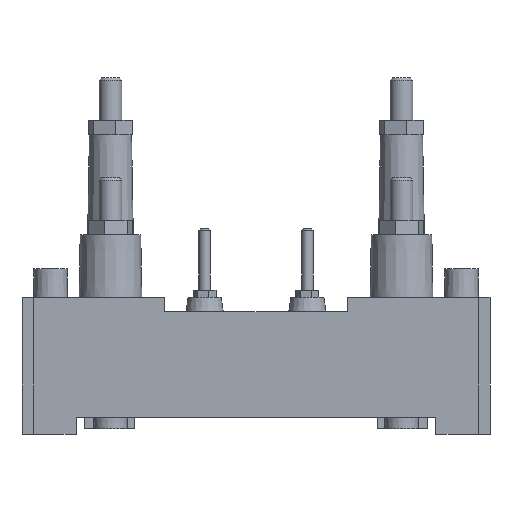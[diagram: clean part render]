
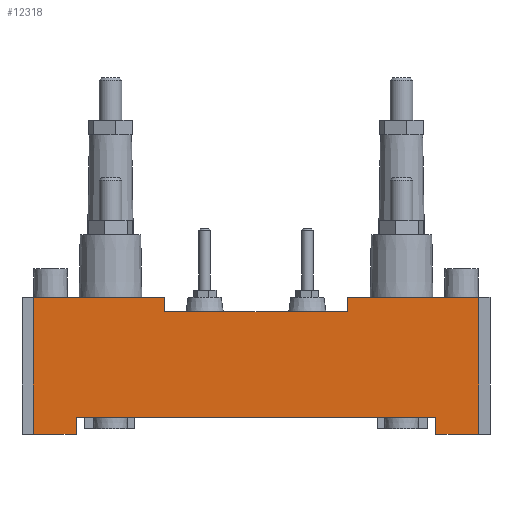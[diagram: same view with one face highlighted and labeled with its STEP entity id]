
A CAD part, front view. The second image highlights one B-rep face of the part: STEP entity #12318.
In plain terms, the highlighted planar face has unit normal (0, -1, 0).
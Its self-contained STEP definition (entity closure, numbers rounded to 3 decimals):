
#96 = EDGE_CURVE ( 'NONE', #11601, #3744, #10373, .T. ) ;
#247 = EDGE_CURVE ( 'NONE', #4187, #7692, #13196, .T. ) ;
#294 = DIRECTION ( 'NONE',  ( 0., 0., 1. ) ) ;
#520 = VERTEX_POINT ( 'NONE', #6100 ) ;
#596 = EDGE_CURVE ( 'NONE', #12151, #5229, #10020, .T. ) ;
#890 = DIRECTION ( 'NONE',  ( 0., 0., -1. ) ) ;
#1124 = CARTESIAN_POINT ( 'NONE',  ( 32., -45., 48. ) ) ;
#1250 = CARTESIAN_POINT ( 'NONE',  ( 32., -45., 48. ) ) ;
#1362 = VECTOR ( 'NONE', #10199, 1000. ) ;
#1427 = CARTESIAN_POINT ( 'NONE',  ( 78., -45., -25. ) ) ;
#1468 = DIRECTION ( 'NONE',  ( 1., 0., 0. ) ) ;
#1543 = EDGE_CURVE ( 'NONE', #4035, #11601, #10048, .T. ) ;
#1601 = EDGE_CURVE ( 'NONE', #520, #3440, #9418, .T. ) ;
#1761 = VERTEX_POINT ( 'NONE', #4636 ) ;
#1763 = CARTESIAN_POINT ( 'NONE',  ( -63., -45., 0. ) ) ;
#1807 = CARTESIAN_POINT ( 'NONE',  ( -32., -45., 48. ) ) ;
#1845 = CARTESIAN_POINT ( 'NONE',  ( -32., -45., 48. ) ) ;
#2018 = LINE ( 'NONE', #12167, #1362 ) ;
#2215 = CARTESIAN_POINT ( 'NONE',  ( -63., -45., 48. ) ) ;
#2315 = DIRECTION ( 'NONE',  ( 1., 0., 0. ) ) ;
#2405 = ORIENTED_EDGE ( 'NONE', *, *, #247, .T. ) ;
#2421 = LINE ( 'NONE', #10784, #13423 ) ;
#2551 = CARTESIAN_POINT ( 'NONE',  ( 78., -45., 48. ) ) ;
#2582 = ORIENTED_EDGE ( 'NONE', *, *, #596, .T. ) ;
#2589 = CARTESIAN_POINT ( 'NONE',  ( -63., -45., 6. ) ) ;
#3208 = ORIENTED_EDGE ( 'NONE', *, *, #4391, .T. ) ;
#3260 = DIRECTION ( 'NONE',  ( 0., 0., 1. ) ) ;
#3333 = AXIS2_PLACEMENT_3D ( 'NONE', #7297, #6161, #4121 ) ;
#3403 = DIRECTION ( 'NONE',  ( 1., 0., 0. ) ) ;
#3440 = VERTEX_POINT ( 'NONE', #1763 ) ;
#3572 = CARTESIAN_POINT ( 'NONE',  ( -82., -45., 0. ) ) ;
#3602 = LINE ( 'NONE', #3572, #4398 ) ;
#3744 = VERTEX_POINT ( 'NONE', #7340 ) ;
#4035 = VERTEX_POINT ( 'NONE', #2589 ) ;
#4121 = DIRECTION ( 'NONE',  ( 0., 0., 1. ) ) ;
#4187 = VERTEX_POINT ( 'NONE', #9009 ) ;
#4391 = EDGE_CURVE ( 'NONE', #4469, #1761, #4737, .T. ) ;
#4398 = VECTOR ( 'NONE', #4560, 1000. ) ;
#4469 = VERTEX_POINT ( 'NONE', #1250 ) ;
#4485 = EDGE_CURVE ( 'NONE', #12151, #1761, #7861, .T. ) ;
#4560 = DIRECTION ( 'NONE',  ( 1., 0., 0. ) ) ;
#4636 = CARTESIAN_POINT ( 'NONE',  ( 32., -45., 43. ) ) ;
#4737 = LINE ( 'NONE', #1124, #11307 ) ;
#5083 = VECTOR ( 'NONE', #9686, 1000. ) ;
#5129 = ORIENTED_EDGE ( 'NONE', *, *, #6273, .F. ) ;
#5229 = VERTEX_POINT ( 'NONE', #1845 ) ;
#5371 = LINE ( 'NONE', #7199, #8808 ) ;
#5435 = ORIENTED_EDGE ( 'NONE', *, *, #5532, .T. ) ;
#5483 = CARTESIAN_POINT ( 'NONE',  ( -82., -45., 6. ) ) ;
#5532 = EDGE_CURVE ( 'NONE', #3744, #4187, #3602, .T. ) ;
#5579 = LINE ( 'NONE', #2215, #11927 ) ;
#5992 = VECTOR ( 'NONE', #2315, 1000. ) ;
#6100 = CARTESIAN_POINT ( 'NONE',  ( -78., -45., 0. ) ) ;
#6161 = DIRECTION ( 'NONE',  ( 0., 1., 0. ) ) ;
#6216 = DIRECTION ( 'NONE',  ( 0., 0., 1. ) ) ;
#6241 = ORIENTED_EDGE ( 'NONE', *, *, #10863, .F. ) ;
#6273 = EDGE_CURVE ( 'NONE', #520, #6870, #5371, .T. ) ;
#6351 = ORIENTED_EDGE ( 'NONE', *, *, #1601, .T. ) ;
#6870 = VERTEX_POINT ( 'NONE', #13385 ) ;
#7061 = DIRECTION ( 'NONE',  ( 0., 0., 1. ) ) ;
#7199 = CARTESIAN_POINT ( 'NONE',  ( -78., -45., -25. ) ) ;
#7297 = CARTESIAN_POINT ( 'NONE',  ( -82., -45., 48. ) ) ;
#7340 = CARTESIAN_POINT ( 'NONE',  ( 63., -45., 0. ) ) ;
#7343 = EDGE_CURVE ( 'NONE', #4469, #7692, #2018, .T. ) ;
#7427 = EDGE_LOOP ( 'NONE', ( #6351, #12509, #9011, #13281, #5435, #2405, #8342, #3208, #7858, #2582, #6241, #5129 ) ) ;
#7554 = CARTESIAN_POINT ( 'NONE',  ( -82., -45., 0. ) ) ;
#7692 = VERTEX_POINT ( 'NONE', #2551 ) ;
#7858 = ORIENTED_EDGE ( 'NONE', *, *, #4485, .F. ) ;
#7861 = LINE ( 'NONE', #9807, #5083 ) ;
#8342 = ORIENTED_EDGE ( 'NONE', *, *, #7343, .F. ) ;
#8430 = VECTOR ( 'NONE', #3403, 1000. ) ;
#8808 = VECTOR ( 'NONE', #7061, 1000. ) ;
#8896 = CARTESIAN_POINT ( 'NONE',  ( -32., -45., 43. ) ) ;
#9009 = CARTESIAN_POINT ( 'NONE',  ( 78., -45., 0. ) ) ;
#9011 = ORIENTED_EDGE ( 'NONE', *, *, #1543, .T. ) ;
#9249 = VECTOR ( 'NONE', #890, 1000. ) ;
#9391 = PLANE ( 'NONE',  #3333 ) ;
#9418 = LINE ( 'NONE', #7554, #8430 ) ;
#9686 = DIRECTION ( 'NONE',  ( 1., 0., 0. ) ) ;
#9807 = CARTESIAN_POINT ( 'NONE',  ( -82., -45., 43. ) ) ;
#10020 = LINE ( 'NONE', #1807, #11844 ) ;
#10048 = LINE ( 'NONE', #5483, #5992 ) ;
#10199 = DIRECTION ( 'NONE',  ( 1., 0., 0. ) ) ;
#10373 = LINE ( 'NONE', #12391, #9249 ) ;
#10524 = VECTOR ( 'NONE', #294, 1000. ) ;
#10567 = FACE_OUTER_BOUND ( 'NONE', #7427, .T. ) ;
#10784 = CARTESIAN_POINT ( 'NONE',  ( -82., -45., 48. ) ) ;
#10863 = EDGE_CURVE ( 'NONE', #6870, #5229, #2421, .T. ) ;
#11307 = VECTOR ( 'NONE', #11703, 1000. ) ;
#11514 = EDGE_CURVE ( 'NONE', #3440, #4035, #5579, .T. ) ;
#11601 = VERTEX_POINT ( 'NONE', #12956 ) ;
#11703 = DIRECTION ( 'NONE',  ( 0., 0., -1. ) ) ;
#11844 = VECTOR ( 'NONE', #6216, 1000. ) ;
#11927 = VECTOR ( 'NONE', #3260, 1000. ) ;
#12151 = VERTEX_POINT ( 'NONE', #8896 ) ;
#12167 = CARTESIAN_POINT ( 'NONE',  ( -82., -45., 48. ) ) ;
#12318 = ADVANCED_FACE ( 'NONE', ( #10567 ), #9391, .F. ) ;
#12391 = CARTESIAN_POINT ( 'NONE',  ( 63., -45., 48. ) ) ;
#12509 = ORIENTED_EDGE ( 'NONE', *, *, #11514, .T. ) ;
#12956 = CARTESIAN_POINT ( 'NONE',  ( 63., -45., 6. ) ) ;
#13196 = LINE ( 'NONE', #1427, #10524 ) ;
#13281 = ORIENTED_EDGE ( 'NONE', *, *, #96, .T. ) ;
#13385 = CARTESIAN_POINT ( 'NONE',  ( -78., -45., 48. ) ) ;
#13423 = VECTOR ( 'NONE', #1468, 1000. ) ;
